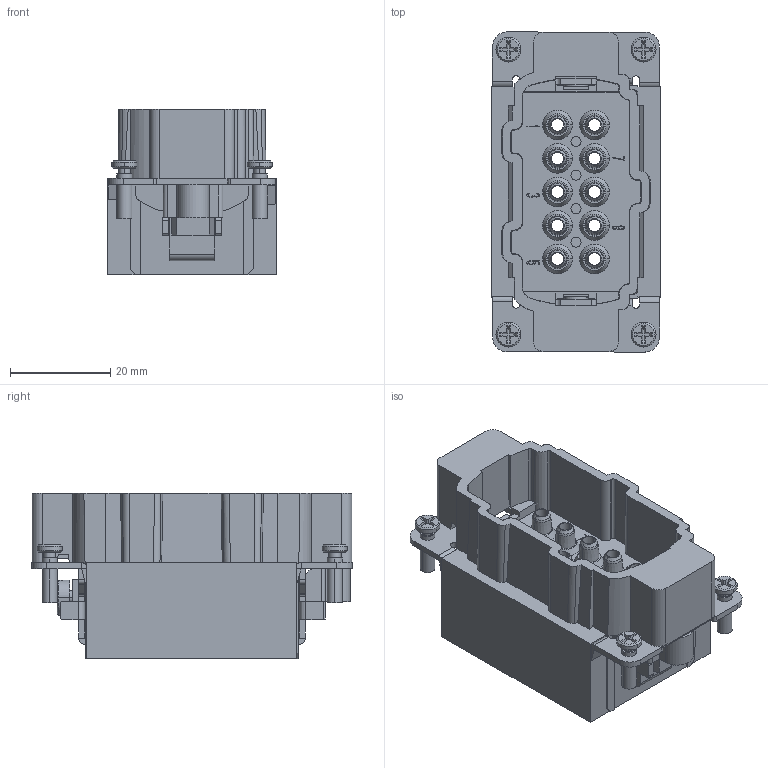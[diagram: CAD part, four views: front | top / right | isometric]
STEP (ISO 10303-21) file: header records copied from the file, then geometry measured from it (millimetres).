
FILE_DESCRIPTION((''),'2;1');
FILE_NAME('3D_1240030100001_HVE-003-MC_V1_','2017-08-23T',('tl.yang'),(''),'PRO/ENGINEER BY PARAMETRIC TECHNOLOGY CORPORATION, 2011500','PRO/ENGINEER BY PARAMETRIC TECHNOLOGY CORPORATION, 2011500','');
FILE_SCHEMA(('CONFIG_CONTROL_DESIGN'));
Length unit declared in the file: millimetre
Products named in the file (1): 3D_1240030100001_HVE-003-MC_V1_
Bounding box: 33.9 x 64.03 x 33.1 mm (x, y, z)
Volume: 34051.1 mm3; surface area: 18014.7 mm2
Topology: 1 solids, 2 shells, 1208 faces, 3299 edges, 2147 vertices
Faces by surface type: plane 806, cylinder 242, cone 94, bspline 64, torus 2
Entity records: 40019 total; most frequent: CARTESIAN_POINT 9459, ORIENTED_EDGE 6598, DIRECTION 5973, EDGE_CURVE 3299, VECTOR 2403, LINE 2403, VERTEX_POINT 2147, AXIS2_PLACEMENT_3D 1785
